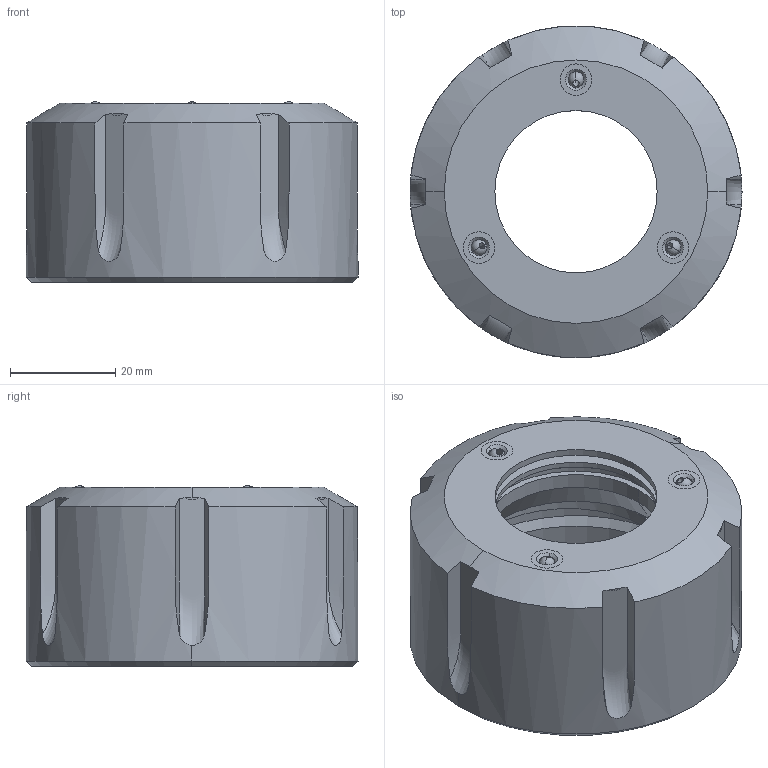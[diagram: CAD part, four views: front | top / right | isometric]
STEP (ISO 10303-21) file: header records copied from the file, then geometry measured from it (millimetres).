
FILE_DESCRIPTION (( 'STEP AP203' ), '1' );
FILE_NAME ('SM99ED40D.STEP', '2018-03-27T13:08:20', ( 'artnet' ), ( 'Hewlett-Packard Company' ), 'SwSTEP 2.0', 'SolidWorks 2018', '' );
FILE_SCHEMA (( 'CONFIG_CONTROL_DESIGN' ));
Length unit declared in the file: millimetre
Products named in the file (1): SM99ED40D
Bounding box: 63 x 63 x 34.3 mm (x, y, z)
Volume: 52268.3 mm3; surface area: 17931.6 mm2
Topology: 4 solids, 4 shells, 143 faces, 377 edges, 239 vertices
Faces by surface type: cylinder 64, plane 26, bspline 18, sphere 18, cone 17
Entity records: 7443 total; most frequent: CARTESIAN_POINT 3935, ORIENTED_EDGE 730, DIRECTION 714, EDGE_CURVE 365, AXIS2_PLACEMENT_3D 314, VERTEX_POINT 233, CIRCLE 188, EDGE_LOOP 164
